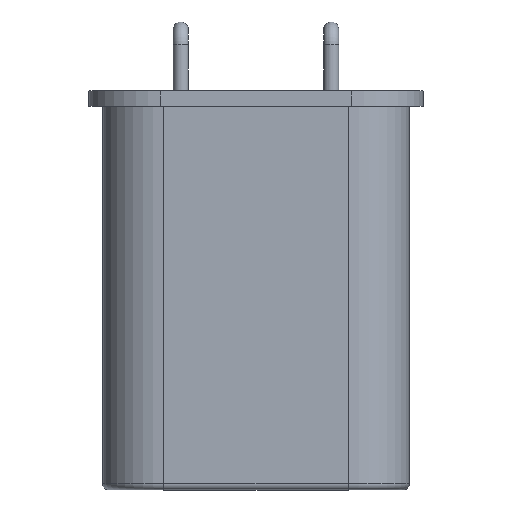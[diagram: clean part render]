
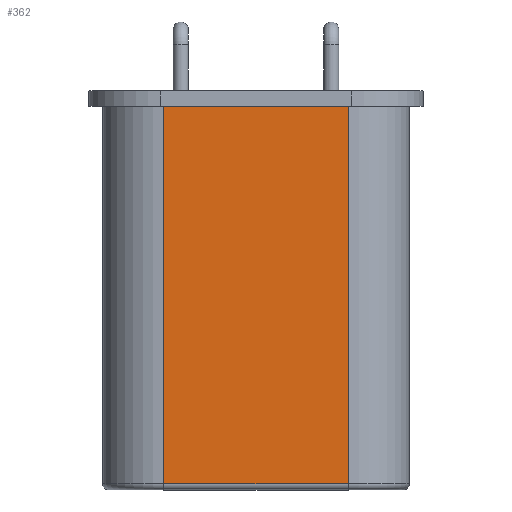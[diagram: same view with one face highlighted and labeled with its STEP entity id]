
A CAD part, top view. The second image highlights one B-rep face of the part: STEP entity #362.
In plain terms, the highlighted planar face has unit normal (0, 0, 1).
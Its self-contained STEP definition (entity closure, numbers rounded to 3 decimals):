
#97=CARTESIAN_POINT('',(-0.55,-2.,4.425));
#107=CARTESIAN_POINT('',(5.45,-2.,4.425));
#110=DIRECTION('',(1.,0.,0.));
#290=VERTEX_POINT('',#291);
#291=CARTESIAN_POINT('',(-0.55,-2.5,4.425));
#306=VERTEX_POINT('',#307);
#307=CARTESIAN_POINT('',(5.45,-2.5,4.425));
#311=ORIENTED_EDGE('',*,*,#312,.F.);
#312=EDGE_CURVE('',#290,#306,#313,.T.);
#313=LINE('',#314,#315);
#314=CARTESIAN_POINT('',(-0.613,-2.5,4.425));
#315=VECTOR('',#316,1.);
#316=DIRECTION('',(1.,0.,0.));
#340=ORIENTED_EDGE('',*,*,#341,.T.);
#341=EDGE_CURVE('',#290,#342,#344,.T.);
#342=VERTEX_POINT('',#343);
#343=CARTESIAN_POINT('',(-0.55,-14.8,4.425));
#344=LINE('',#97,#345);
#345=VECTOR('',#346,1.);
#346=DIRECTION('',(0.,-1.,0.));
#362=ADVANCED_FACE('',(#363),#375,.T.);
#363=FACE_BOUND('',#364,.T.);
#364=EDGE_LOOP('',(#311,#340,#365,#372));
#365=ORIENTED_EDGE('',*,*,#366,.F.);
#366=EDGE_CURVE('',#367,#342,#369,.T.);
#367=VERTEX_POINT('',#368);
#368=CARTESIAN_POINT('',(5.45,-14.8,4.425));
#369=LINE('',#368,#370);
#370=VECTOR('',#371,1.);
#371=DIRECTION('',(-1.,0.,0.));
#372=ORIENTED_EDGE('',*,*,#373,.F.);
#373=EDGE_CURVE('',#306,#367,#374,.T.);
#374=LINE('',#107,#345);
#375=PLANE('',#376);
#376=AXIS2_PLACEMENT_3D('',#97,#377,#110);
#377=DIRECTION('',(0.,0.,1.));
